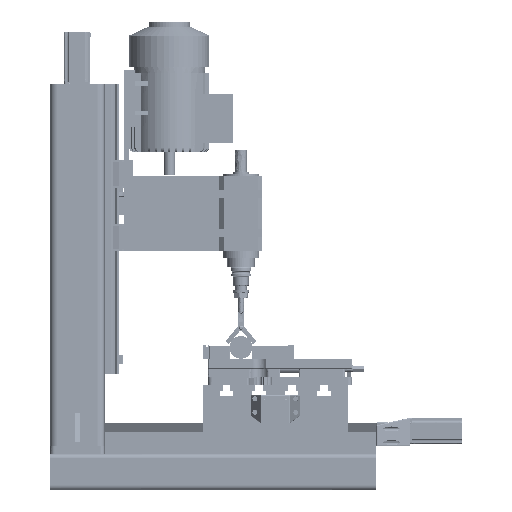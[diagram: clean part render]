
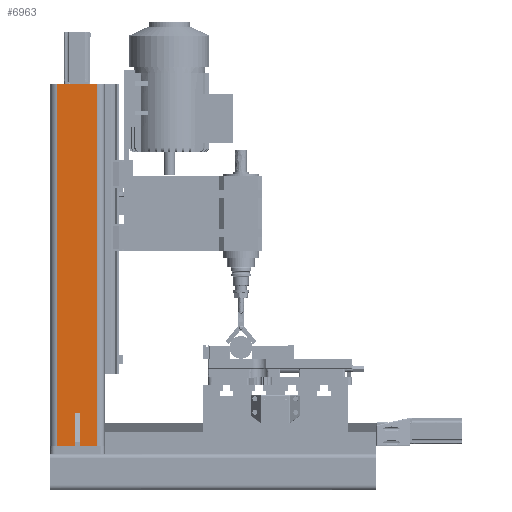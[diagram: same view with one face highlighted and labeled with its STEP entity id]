
A CAD part, left-side view. The second image highlights one B-rep face of the part: STEP entity #6963.
In plain terms, the highlighted free-form (B-spline) face has degree [1, 1] with [2, 2] control points.
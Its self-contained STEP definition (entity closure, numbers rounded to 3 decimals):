
#6698 = VERTEX_POINT('',#6699);
#6699 = CARTESIAN_POINT('',(-80.265,261.857,
    917.54));
#6705 = EDGE_CURVE('',#6698,#6706,#6708,.T.);
#6706 = VERTEX_POINT('',#6707);
#6707 = CARTESIAN_POINT('',(-80.265,170.142,
    917.54));
#6708 = B_SPLINE_CURVE_WITH_KNOTS('',1,(#6709,#6710),.UNSPECIFIED.,.F.,
  .F.,(2,2),(-88.,0.),.PIECEWISE_BEZIER_KNOTS.);
#6709 = CARTESIAN_POINT('',(-80.265,261.857,
    917.54));
#6710 = CARTESIAN_POINT('',(-80.265,170.142,
    917.54));
#6794 = VERTEX_POINT('',#6795);
#6795 = CARTESIAN_POINT('',(-80.265,170.142,
    83.768));
#6801 = EDGE_CURVE('',#6802,#6794,#6804,.T.);
#6802 = VERTEX_POINT('',#6803);
#6803 = CARTESIAN_POINT('',(-80.265,261.857,
    83.768));
#6804 = B_SPLINE_CURVE_WITH_KNOTS('',1,(#6805,#6806),.UNSPECIFIED.,.F.,
  .F.,(2,2),(-88.,0.),.PIECEWISE_BEZIER_KNOTS.);
#6805 = CARTESIAN_POINT('',(-80.265,261.857,
    83.768));
#6806 = CARTESIAN_POINT('',(-80.265,170.142,
    83.768));
#6950 = EDGE_CURVE('',#6698,#6802,#6951,.T.);
#6951 = B_SPLINE_CURVE_WITH_KNOTS('',1,(#6952,#6953),.UNSPECIFIED.,.F.,
  .F.,(2,2),(0.,800.),.PIECEWISE_BEZIER_KNOTS.);
#6952 = CARTESIAN_POINT('',(-80.265,261.857,
    917.54));
#6953 = CARTESIAN_POINT('',(-80.265,261.857,
    83.768));
#6963 = ADVANCED_FACE('',(#6964),#6974,.F.);
#6964 = FACE_BOUND('',#6965,.T.);
#6965 = EDGE_LOOP('',(#6966,#6967,#6972,#6973));
#6966 = ORIENTED_EDGE('',*,*,#6801,.T.);
#6967 = ORIENTED_EDGE('',*,*,#6968,.F.);
#6968 = EDGE_CURVE('',#6706,#6794,#6969,.T.);
#6969 = B_SPLINE_CURVE_WITH_KNOTS('',1,(#6970,#6971),.UNSPECIFIED.,.F.,
  .F.,(2,2),(0.,800.),.PIECEWISE_BEZIER_KNOTS.);
#6970 = CARTESIAN_POINT('',(-80.265,170.142,
    917.54));
#6971 = CARTESIAN_POINT('',(-80.265,170.142,
    83.768));
#6972 = ORIENTED_EDGE('',*,*,#6705,.F.);
#6973 = ORIENTED_EDGE('',*,*,#6950,.T.);
#6974 = B_SPLINE_SURFACE_WITH_KNOTS('',1,1,(
    (#6975,#6976)
    ,(#6977,#6978
    )),.UNSPECIFIED.,.F.,.F.,.F.,(2,2),(2,2),(0.,88.),(-800.,0.),
  .PIECEWISE_BEZIER_KNOTS.);
#6975 = CARTESIAN_POINT('',(-80.265,170.142,
    83.768));
#6976 = CARTESIAN_POINT('',(-80.265,170.142,
    917.54));
#6977 = CARTESIAN_POINT('',(-80.265,261.857,
    83.768));
#6978 = CARTESIAN_POINT('',(-80.265,261.857,
    917.54));
